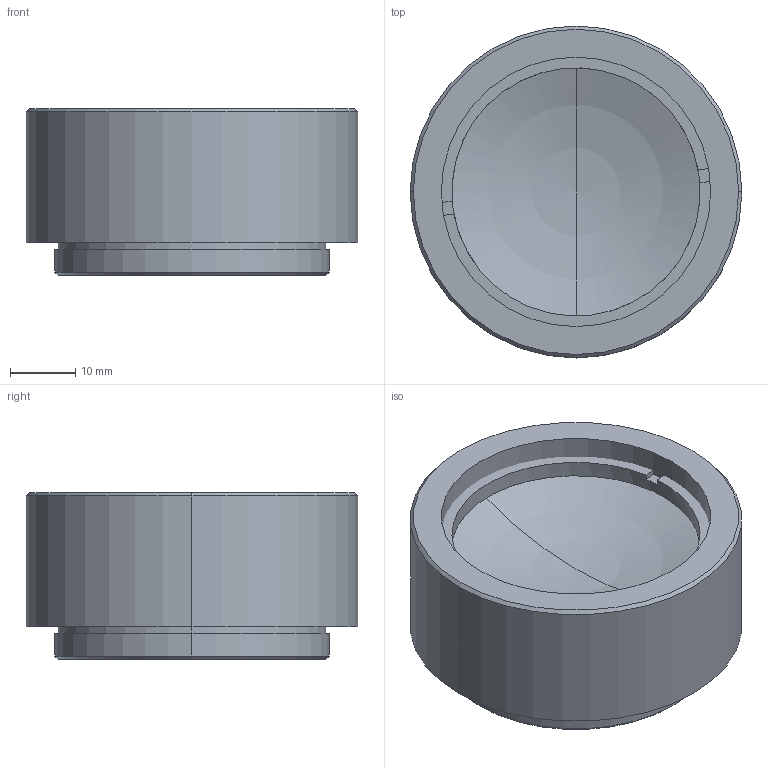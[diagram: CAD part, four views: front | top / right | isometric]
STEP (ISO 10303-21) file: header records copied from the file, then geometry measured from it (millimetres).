
FILE_DESCRIPTION (( 'STEP AP214' ), '1' );
FILE_NAME ('AND-ML40-090-VIS-A.STEP', '2024-09-14T09:56:49', ( 'Windows User' ), ( 'P R C' ), 'SwSTEP 2.0', 'SolidWorks 2022', '' );
FILE_SCHEMA (( 'AUTOMOTIVE_DESIGN' ));
Length unit declared in the file: millimetre
Products named in the file (4): M42x0.75ѹȦ; AND-ML40-090-VIS-A; M42x0.75假蚾遠PN35012-LM400-D2; GL32-040-090-VIS_Solidworks
Assembly tree (3 placements, depth 2):
  AND-ML40-090-VIS-A
    M42x0.75假蚾遠PN35012-LM400-D2
    GL32-040-090-VIS_Solidworks
    M42x0.75ѹȦ
Bounding box: 50.8 x 50.8 x 25.5 mm (x, y, z)
Volume: 29833.2 mm3; surface area: 17094.9 mm2
Topology: 4 solids, 4 shells, 56 faces, 126 edges, 74 vertices
Faces by surface type: cylinder 22, plane 16, cone 10, sphere 6, torus 2
Entity records: 1661 total; most frequent: DIRECTION 306, CARTESIAN_POINT 248, ORIENTED_EDGE 230, AXIS2_PLACEMENT_3D 129, EDGE_CURVE 115, VERTEX_POINT 71, CIRCLE 67, EDGE_LOOP 64
